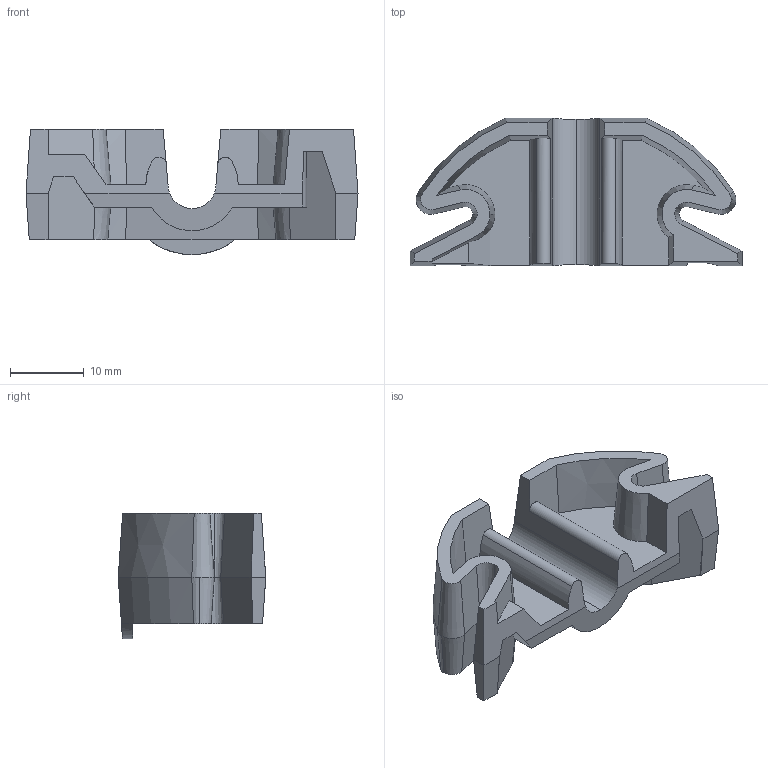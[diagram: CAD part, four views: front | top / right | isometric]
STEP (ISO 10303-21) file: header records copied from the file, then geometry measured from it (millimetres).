
FILE_DESCRIPTION (( 'STEP AP203' ), '1' );
FILE_NAME ('cavalier initial.STEP', '2015-09-21T19:57:44', ( '' ), ( '' ), 'SwSTEP 2.0', 'SolidWorks 2012', '' );
FILE_SCHEMA (( 'CONFIG_CONTROL_DESIGN' ));
Length unit declared in the file: millimetre
Products named in the file (1): cavalier initial
Bounding box: 45 x 20 x 17 mm (x, y, z)
Volume: 5118.4 mm3; surface area: 4130.1 mm2
Topology: 1 solids, 1 shells, 86 faces, 238 edges, 154 vertices
Faces by surface type: plane 50, cone 26, cylinder 10
Entity records: 2809 total; most frequent: CARTESIAN_POINT 593, ORIENTED_EDGE 476, DIRECTION 423, EDGE_CURVE 238, VERTEX_POINT 154, VECTOR 151, LINE 151, AXIS2_PLACEMENT_3D 136
